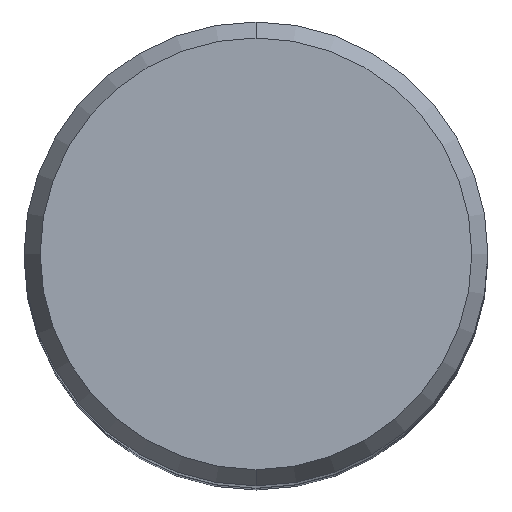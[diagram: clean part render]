
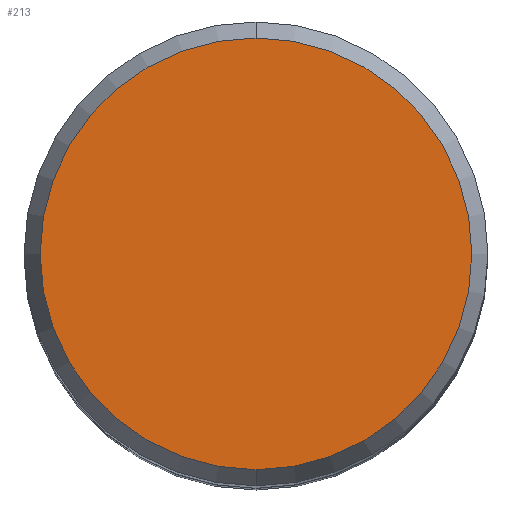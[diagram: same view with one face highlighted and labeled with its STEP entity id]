
A CAD part, top view. The second image highlights one B-rep face of the part: STEP entity #213.
In plain terms, the highlighted planar face has unit normal (0, 0, 1).
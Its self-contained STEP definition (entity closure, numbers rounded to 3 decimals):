
#183=VERTEX_POINT('',#420);
#213=ADVANCED_FACE('',(#452),#453,.T.);
#253=VERTEX_POINT('',#497);
#269=EDGE_CURVE('',#183,#253,#515,.T.);
#281=EDGE_CURVE('',#253,#183,#530,.T.);
#420=CARTESIAN_POINT('',(0.,-9.307,0.0));
#452=FACE_OUTER_BOUND('',#737,.T.);
#453=PLANE('',#738);
#497=CARTESIAN_POINT('',(0.0,9.307,0.0));
#515=CIRCLE('',#818,9.307);
#530=CIRCLE('',#833,9.307);
#737=EDGE_LOOP('',(#1021,#1022));
#738=AXIS2_PLACEMENT_3D('',#1023,#1024,#1025);
#818=AXIS2_PLACEMENT_3D('',#1097,#1098,#1099);
#833=AXIS2_PLACEMENT_3D('',#1117,#1118,#1119);
#1021=ORIENTED_EDGE('',*,*,#281,.F.);
#1022=ORIENTED_EDGE('',*,*,#269,.F.);
#1023=CARTESIAN_POINT('',(0.0,4.654,0.0));
#1024=DIRECTION('',(-0.0,0.0,1.0));
#1025=DIRECTION('',(0.0,-1.0,0.0));
#1097=CARTESIAN_POINT('',(0.0,0.0,0.0));
#1098=DIRECTION('',(0.0,0.0,-1.0));
#1099=DIRECTION('',(0.0,1.0,0.0));
#1117=CARTESIAN_POINT('',(0.0,0.0,0.0));
#1118=DIRECTION('',(0.0,0.0,-1.0));
#1119=DIRECTION('',(0.0,1.0,0.0));
